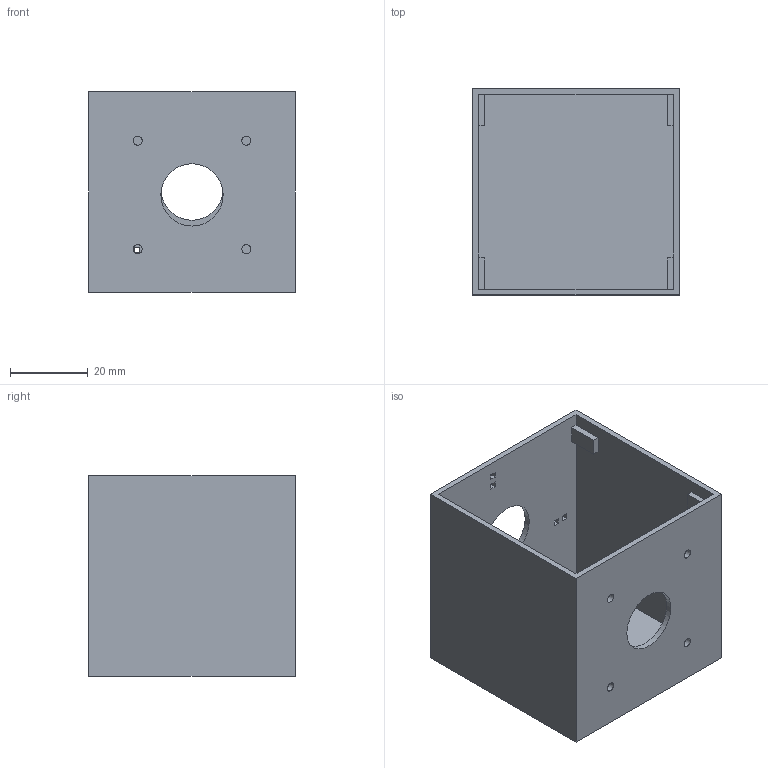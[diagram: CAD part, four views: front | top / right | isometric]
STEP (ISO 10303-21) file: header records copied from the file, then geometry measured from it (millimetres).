
FILE_DESCRIPTION(/* description */ (''),/* implementation_level */ '2;1');
FILE_NAME(/* name */ 'Camera holder v7.step',/* time_stamp */ '2018-03-23T02:06:16-04:00',/* author */ ('garg46'),/* organization */ (''),/* preprocessor_version */ 'ST-DEVELOPER v16.13',/* originating_system */ 'Autodesk Translation Framework v6.5.0.72',/* authorisation */ '');
FILE_SCHEMA (('AUTOMOTIVE_DESIGN { 1 0 10303 214 3 1 1 }'));
Length unit declared in the file: millimetre
Products named in the file (1): Camera holder
Bounding box: 53 x 53 x 51.5 mm (x, y, z)
Volume: 19224.9 mm3; surface area: 26015.7 mm2
Topology: 1 solids, 1 shells, 57 faces, 162 edges, 108 vertices
Faces by surface type: plane 51, cylinder 6
Full cylindrical faces by diameter (mm): 2.3 x4, 16 x2
Entity records: 1909 total; most frequent: CARTESIAN_POINT 328, ORIENTED_EDGE 324, DIRECTION 290, EDGE_CURVE 162, LINE 150, VECTOR 150, VERTEX_POINT 108, EDGE_LOOP 82
